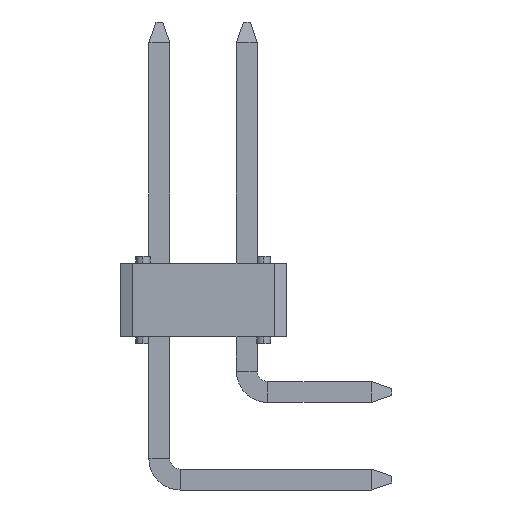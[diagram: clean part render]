
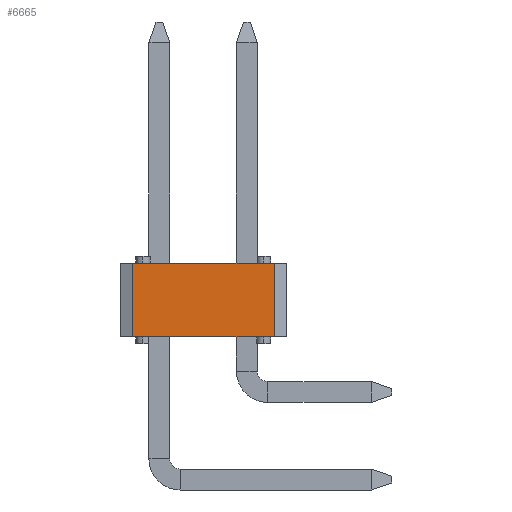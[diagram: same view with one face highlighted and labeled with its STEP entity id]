
A CAD part, left-side view. The second image highlights one B-rep face of the part: STEP entity #6665.
In plain terms, the highlighted planar face has unit normal (-1, 0, 0).
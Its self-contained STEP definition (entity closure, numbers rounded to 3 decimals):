
#1=DIRECTION('',(0.,1.,0.));
#2=VECTOR('',#1,4.116);
#3=CARTESIAN_POINT('',(-0.534,-0.157,
-1.32));
#4=LINE('4295',#3,#2);
#681=DIRECTION('',(0.,0.,1.));
#682=VECTOR('',#681,2.13);
#683=CARTESIAN_POINT('',(-0.534,3.96,
-1.32));
#684=LINE('4299',#683,#682);
#869=DIRECTION('',(0.,0.,1.));
#870=VECTOR('',#869,2.13);
#871=CARTESIAN_POINT('',(-0.534,-0.157,
-1.32));
#872=LINE('4300',#871,#870);
#873=DIRECTION('',(0.,1.,0.));
#874=VECTOR('',#873,4.116);
#875=CARTESIAN_POINT('',(-0.534,-0.157,
0.81));
#876=LINE('4297',#875,#874);
#5169=CARTESIAN_POINT('',(-0.534,-0.157,
-1.32));
#5170=CARTESIAN_POINT('',(-0.534,3.96,
-1.32));
#5171=VERTEX_POINT('',#5169);
#5172=VERTEX_POINT('',#5170);
#5177=CARTESIAN_POINT('',(-0.534,-0.157,
0.81));
#5178=CARTESIAN_POINT('',(-0.534,3.96,
0.81));
#5179=VERTEX_POINT('',#5177);
#5180=VERTEX_POINT('',#5178);
#6651=CARTESIAN_POINT('',(-0.534,-0.698,
0.81));
#6652=DIRECTION('',(1.,0.,0.));
#6653=DIRECTION('',(0.,1.,0.));
#6654=AXIS2_PLACEMENT_3D('',#6651,#6652,#6653);
#6655=PLANE('3661',#6654);
#6656=ORIENTED_EDGE('4295',*,*,#6262,.T.);
#6658=ORIENTED_EDGE('4299',*,*,#6657,.T.);
#6660=ORIENTED_EDGE('4297',*,*,#6659,.F.);
#6662=ORIENTED_EDGE('4300',*,*,#6661,.F.);
#6663=EDGE_LOOP('3661',(#6656,#6658,#6660,#6662));
#6664=FACE_OUTER_BOUND('3661',#6663,.F.);
#6665=ADVANCED_FACE('3661',(#6664),#6655,.F.);
#6262=EDGE_CURVE('4295',#5171,#5172,#4,.T.);
#6657=EDGE_CURVE('4299',#5172,#5180,#684,.T.);
#6659=EDGE_CURVE('4297',#5179,#5180,#876,.T.);
#6661=EDGE_CURVE('4300',#5171,#5179,#872,.T.);
